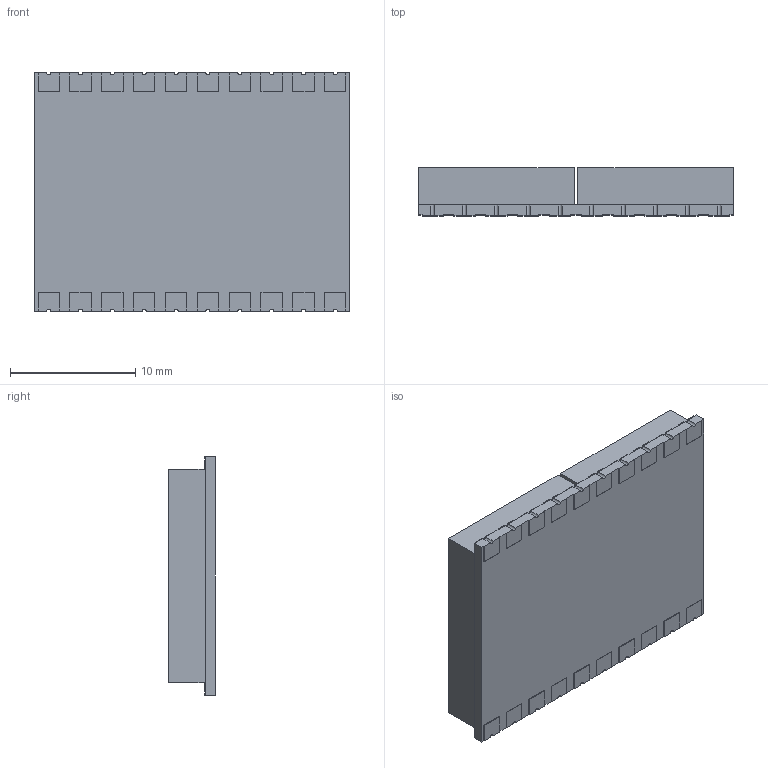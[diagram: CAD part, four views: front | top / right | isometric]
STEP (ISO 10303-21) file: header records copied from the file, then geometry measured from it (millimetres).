
FILE_DESCRIPTION (( 'STEP AP214' ), '1' );
FILE_NAME ('XZFxx14x2.STEP', '2015-09-11T17:13:11', ( '' ), ( '' ), 'SwSTEP 2.0', 'SolidWorks 2012', '' );
FILE_SCHEMA (( 'AUTOMOTIVE_DESIGN' ));
Length unit declared in the file: millimetre
Products named in the file (1): XZFxx14x2
Bounding box: 25.1 x 3.8 x 19 mm (x, y, z)
Volume: 1622.4 mm3; surface area: 2305.1 mm2
Topology: 23 solids, 23 shells, 422 faces, 1080 edges, 720 vertices
Faces by surface type: plane 358, cylinder 64
Entity records: 12864 total; most frequent: CARTESIAN_POINT 2223, ORIENTED_EDGE 2160, DIRECTION 2054, EDGE_CURVE 1080, VECTOR 952, LINE 952, VERTEX_POINT 720, AXIS2_PLACEMENT_3D 551
